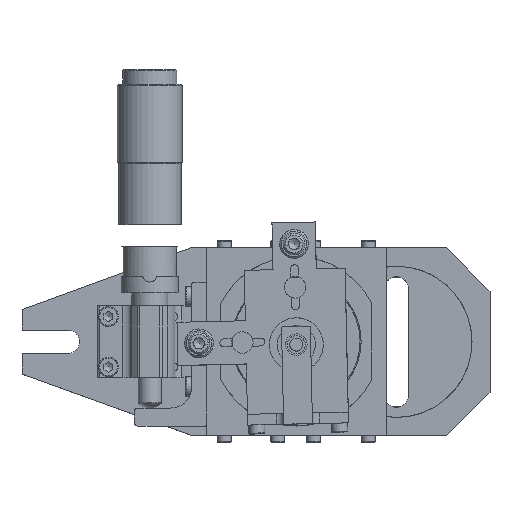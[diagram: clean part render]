
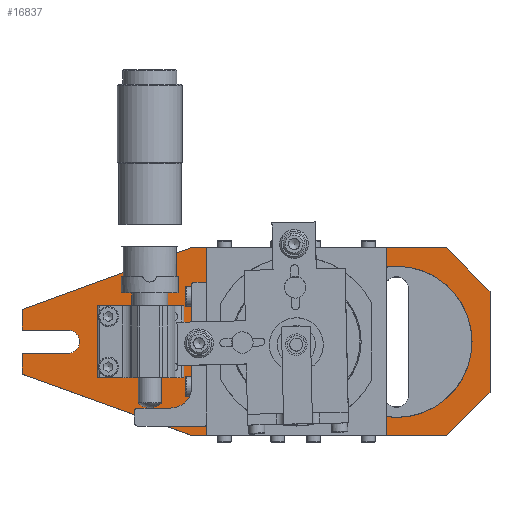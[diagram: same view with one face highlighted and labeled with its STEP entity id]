
A CAD part, top view. The second image highlights one B-rep face of the part: STEP entity #16837.
In plain terms, the highlighted planar face has unit normal (0, 0, 1).
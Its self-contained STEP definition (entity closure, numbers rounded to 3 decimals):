
#336=FACE_BOUND('',#2440,.T.);
#337=FACE_BOUND('',#2441,.T.);
#751=PLANE('',#18220);
#1461=FACE_OUTER_BOUND('',#2439,.T.);
#2439=EDGE_LOOP('',(#12880,#12881,#12882,#12883,#12884,#12885,#12886,#12887,
#12888,#12889,#12890,#12891));
#2440=EDGE_LOOP('',(#12892,#12893,#12894,#12895));
#2441=EDGE_LOOP('',(#12896,#12897,#12898,#12899,#12900,#12901,#12902));
#3448=CIRCLE('',#18179,3.25);
#3450=CIRCLE('',#18190,21.);
#3451=CIRCLE('',#18191,21.);
#4101=LINE('',#24996,#5388);
#4105=LINE('',#25007,#5392);
#4153=LINE('',#25125,#5440);
#4154=LINE('',#25126,#5441);
#4210=LINE('',#26100,#5497);
#4288=LINE('',#26568,#5575);
#4304=LINE('',#26612,#5591);
#4318=LINE('',#26656,#5605);
#4321=LINE('',#26660,#5608);
#4490=LINE('',#27618,#5777);
#4493=LINE('',#27623,#5780);
#4495=LINE('',#27627,#5782);
#4498=LINE('',#27635,#5785);
#4500=LINE('',#27639,#5787);
#4502=LINE('',#27643,#5789);
#4504=LINE('',#27647,#5791);
#4506=LINE('',#27651,#5793);
#4508=LINE('',#27655,#5795);
#4510=LINE('',#27659,#5797);
#4511=LINE('',#27661,#5798);
#5388=VECTOR('',#19964,10.);
#5392=VECTOR('',#19974,10.);
#5440=VECTOR('',#20058,10.);
#5441=VECTOR('',#20059,10.);
#5497=VECTOR('',#20241,10.);
#5575=VECTOR('',#20593,10.);
#5591=VECTOR('',#20639,10.);
#5605=VECTOR('',#20683,10.);
#5608=VECTOR('',#20688,10.);
#5777=VECTOR('',#21399,10.);
#5780=VECTOR('',#21404,10.);
#5782=VECTOR('',#21408,10.);
#5785=VECTOR('',#21417,10.);
#5787=VECTOR('',#21421,10.);
#5789=VECTOR('',#21425,10.);
#5791=VECTOR('',#21429,10.);
#5793=VECTOR('',#21433,10.);
#5795=VECTOR('',#21437,10.);
#5797=VECTOR('',#21441,10.);
#5798=VECTOR('',#21444,10.);
#6777=VERTEX_POINT('',#24993);
#6778=VERTEX_POINT('',#24995);
#6779=VERTEX_POINT('',#24999);
#6780=VERTEX_POINT('',#25000);
#6782=VERTEX_POINT('',#25006);
#6834=VERTEX_POINT('',#25123);
#7035=VERTEX_POINT('',#26565);
#7036=VERTEX_POINT('',#26567);
#7049=VERTEX_POINT('',#26610);
#7064=VERTEX_POINT('',#26655);
#7313=VERTEX_POINT('',#27615);
#7314=VERTEX_POINT('',#27617);
#7315=VERTEX_POINT('',#27621);
#7316=VERTEX_POINT('',#27625);
#7317=VERTEX_POINT('',#27629);
#7318=VERTEX_POINT('',#27633);
#7319=VERTEX_POINT('',#27637);
#7320=VERTEX_POINT('',#27641);
#7321=VERTEX_POINT('',#27645);
#7322=VERTEX_POINT('',#27649);
#7323=VERTEX_POINT('',#27653);
#7324=VERTEX_POINT('',#27657);
#7326=VERTEX_POINT('',#27665);
#8550=EDGE_CURVE('',#6778,#6777,#4101,.T.);
#8555=EDGE_CURVE('',#6782,#6778,#4105,.T.);
#8611=EDGE_CURVE('',#6834,#6779,#4153,.T.);
#8612=EDGE_CURVE('',#6780,#6777,#4154,.T.);
#8733=EDGE_CURVE('',#6782,#6834,#4210,.T.);
#8902=EDGE_CURVE('',#7035,#7036,#4288,.T.);
#8925=EDGE_CURVE('',#7035,#7049,#4304,.T.);
#8948=EDGE_CURVE('',#7064,#7036,#4318,.T.);
#8951=EDGE_CURVE('',#7049,#7064,#4321,.T.);
#9310=EDGE_CURVE('',#7314,#7313,#4490,.T.);
#9313=EDGE_CURVE('',#7313,#7315,#4493,.T.);
#9315=EDGE_CURVE('',#7315,#7316,#4495,.T.);
#9317=EDGE_CURVE('',#7316,#7317,#3448,.T.);
#9319=EDGE_CURVE('',#7317,#7318,#4498,.T.);
#9321=EDGE_CURVE('',#7318,#7319,#4500,.T.);
#9323=EDGE_CURVE('',#7319,#7320,#4502,.T.);
#9325=EDGE_CURVE('',#7320,#7321,#4504,.T.);
#9327=EDGE_CURVE('',#7321,#7322,#4506,.T.);
#9329=EDGE_CURVE('',#7322,#7323,#4508,.T.);
#9331=EDGE_CURVE('',#7323,#7324,#4510,.T.);
#9332=EDGE_CURVE('',#7324,#7314,#4511,.T.);
#9335=EDGE_CURVE('',#6780,#7326,#3450,.T.);
#9336=EDGE_CURVE('',#7326,#6779,#3451,.T.);
#12880=ORIENTED_EDGE('',*,*,#9310,.T.);
#12881=ORIENTED_EDGE('',*,*,#9313,.T.);
#12882=ORIENTED_EDGE('',*,*,#9315,.T.);
#12883=ORIENTED_EDGE('',*,*,#9317,.T.);
#12884=ORIENTED_EDGE('',*,*,#9319,.T.);
#12885=ORIENTED_EDGE('',*,*,#9321,.T.);
#12886=ORIENTED_EDGE('',*,*,#9323,.T.);
#12887=ORIENTED_EDGE('',*,*,#9325,.T.);
#12888=ORIENTED_EDGE('',*,*,#9327,.T.);
#12889=ORIENTED_EDGE('',*,*,#9329,.T.);
#12890=ORIENTED_EDGE('',*,*,#9331,.T.);
#12891=ORIENTED_EDGE('',*,*,#9332,.T.);
#12892=ORIENTED_EDGE('',*,*,#8951,.T.);
#12893=ORIENTED_EDGE('',*,*,#8948,.T.);
#12894=ORIENTED_EDGE('',*,*,#8902,.F.);
#12895=ORIENTED_EDGE('',*,*,#8925,.T.);
#12896=ORIENTED_EDGE('',*,*,#8612,.F.);
#12897=ORIENTED_EDGE('',*,*,#9335,.T.);
#12898=ORIENTED_EDGE('',*,*,#9336,.T.);
#12899=ORIENTED_EDGE('',*,*,#8611,.F.);
#12900=ORIENTED_EDGE('',*,*,#8733,.F.);
#12901=ORIENTED_EDGE('',*,*,#8555,.T.);
#12902=ORIENTED_EDGE('',*,*,#8550,.T.);
#16837=ADVANCED_FACE('',(#1461,#336,#337),#751,.T.);
#18179=AXIS2_PLACEMENT_3D('',#27631,#21412,#21413);
#18190=AXIS2_PLACEMENT_3D('',#27667,#21450,#21451);
#18191=AXIS2_PLACEMENT_3D('',#27668,#21452,#21453);
#18220=AXIS2_PLACEMENT_3D('',#27723,#21519,#21520);
#19964=DIRECTION('',(1.,0.,0.));
#19974=DIRECTION('',(0.,1.,0.));
#20058=DIRECTION('',(0.,1.,0.));
#20059=DIRECTION('',(0.,1.,0.));
#20241=DIRECTION('',(1.,0.,0.));
#20593=DIRECTION('',(0.,1.,0.));
#20639=DIRECTION('',(-1.,0.,0.));
#20683=DIRECTION('',(1.,0.,0.));
#20688=DIRECTION('',(0.,1.,0.));
#21399=DIRECTION('',(-0.939,-0.343,0.));
#21404=DIRECTION('',(0.,-1.,0.));
#21408=DIRECTION('',(1.,0.,0.));
#21412=DIRECTION('center_axis',(0.,0.,
-1.));
#21413=DIRECTION('ref_axis',(0.,1.,0.));
#21417=DIRECTION('',(-1.,0.,0.));
#21421=DIRECTION('',(0.,-1.,0.));
#21425=DIRECTION('',(0.94,-0.34,0.));
#21429=DIRECTION('',(1.,0.,0.));
#21433=DIRECTION('',(0.707,0.707,0.));
#21437=DIRECTION('',(0.,1.,0.));
#21441=DIRECTION('',(-0.702,0.713,0.));
#21444=DIRECTION('',(-1.,0.,0.));
#21450=DIRECTION('center_axis',(0.,0.,
-1.));
#21451=DIRECTION('ref_axis',(-1.,0.,0.));
#21452=DIRECTION('center_axis',(0.,0.,
-1.));
#21453=DIRECTION('ref_axis',(-1.,0.,0.));
#21519=DIRECTION('center_axis',(0.,0.,
1.));
#21520=DIRECTION('ref_axis',(1.,0.,0.));
#24993=CARTESIAN_POINT('',(-80.216,81.075,-68.815));
#24995=CARTESIAN_POINT('',(-105.216,81.075,-68.815));
#24996=CARTESIAN_POINT('',(-105.216,81.075,-68.815));
#24999=CARTESIAN_POINT('',(-80.216,41.833,-68.815));
#25000=CARTESIAN_POINT('',(-80.216,70.17,-68.815));
#25006=CARTESIAN_POINT('',(-105.216,31.075,-68.815));
#25007=CARTESIAN_POINT('',(-105.216,31.075,-68.815));
#25123=CARTESIAN_POINT('',(-80.216,31.075,-68.815));
#25125=CARTESIAN_POINT('',(-80.216,31.075,-68.815));
#25126=CARTESIAN_POINT('',(-80.216,31.075,-68.815));
#26100=CARTESIAN_POINT('',(-105.216,31.075,-68.815));
#26565=CARTESIAN_POINT('',(-123.716,46.001,-68.815));
#26567=CARTESIAN_POINT('',(-123.716,66.001,-68.815));
#26568=CARTESIAN_POINT('',(-123.716,46.001,-68.815));
#26610=CARTESIAN_POINT('',(-147.716,46.001,-68.815));
#26612=CARTESIAN_POINT('',(-123.716,46.001,-68.815));
#26655=CARTESIAN_POINT('',(-147.716,66.001,-68.815));
#26656=CARTESIAN_POINT('',(-123.716,66.001,-68.815));
#26660=CARTESIAN_POINT('',(-147.716,46.001,-68.815));
#27615=CARTESIAN_POINT('',(-168.717,65.001,-68.815));
#27617=CARTESIAN_POINT('',(-121.716,82.19,-68.815));
#27618=CARTESIAN_POINT('',(-121.716,82.19,-68.815));
#27621=CARTESIAN_POINT('',(-168.717,59.252,-68.815));
#27623=CARTESIAN_POINT('',(-168.717,65.001,-68.815));
#27625=CARTESIAN_POINT('',(-155.966,59.252,-68.815));
#27627=CARTESIAN_POINT('',(-168.717,59.252,-68.815));
#27629=CARTESIAN_POINT('',(-155.966,52.751,-68.815));
#27631=CARTESIAN_POINT('Origin',(-155.966,56.002,-68.815));
#27633=CARTESIAN_POINT('',(-168.717,52.751,-68.815));
#27635=CARTESIAN_POINT('',(-155.966,52.751,-68.815));
#27637=CARTESIAN_POINT('',(-168.717,47.001,-68.815));
#27639=CARTESIAN_POINT('',(-168.717,52.751,-68.815));
#27641=CARTESIAN_POINT('',(-121.716,30.001,-68.815));
#27643=CARTESIAN_POINT('',(-168.717,47.001,-68.815));
#27645=CARTESIAN_POINT('',(-50.715,30.001,-68.815));
#27647=CARTESIAN_POINT('',(-121.716,30.001,-68.815));
#27649=CARTESIAN_POINT('',(-38.715,42.001,-68.815));
#27651=CARTESIAN_POINT('',(-50.715,30.001,-68.815));
#27653=CARTESIAN_POINT('',(-38.715,70.002,-68.815));
#27655=CARTESIAN_POINT('',(-38.715,42.001,-68.815));
#27657=CARTESIAN_POINT('',(-50.715,82.19,-68.815));
#27659=CARTESIAN_POINT('',(-38.715,70.002,-68.815));
#27661=CARTESIAN_POINT('',(-50.715,82.19,-68.815));
#27665=CARTESIAN_POINT('',(-43.715,56.002,-68.815));
#27667=CARTESIAN_POINT('Origin',(-64.716,56.002,-68.815));
#27668=CARTESIAN_POINT('Origin',(-64.716,56.002,-68.815));
#27723=CARTESIAN_POINT('Origin',(-105.042,56.069,-68.815));
